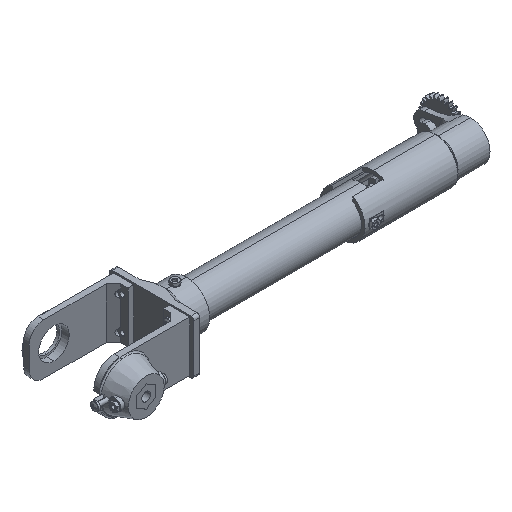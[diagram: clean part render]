
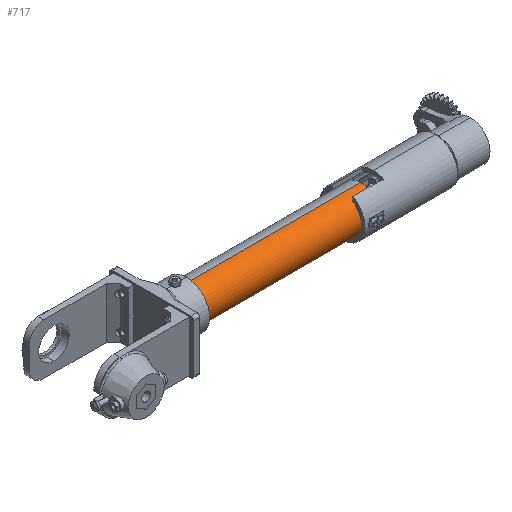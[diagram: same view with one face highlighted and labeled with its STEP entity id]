
A CAD part, isometric view. The second image highlights one B-rep face of the part: STEP entity #717.
In plain terms, the highlighted cylindrical face has radius 12.5 mm (diameter 25 mm), a partial arc.
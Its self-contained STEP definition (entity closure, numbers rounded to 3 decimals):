
#170 = CARTESIAN_POINT ( 'NONE',  ( 0., 190., 12.5 ) ) ;
#717 = ADVANCED_FACE ( '�����1', ( #4277 ), #22839, .T. ) ;
#776 = EDGE_LOOP ( 'NONE', ( #2559, #23004, #1916, #16049, #2662, #16328 ) ) ;
#970 = DIRECTION ( 'NONE',  ( 0., 0., -1. ) ) ;
#1714 = DIRECTION ( 'NONE',  ( 0., 0., 1. ) ) ;
#1916 = ORIENTED_EDGE ( 'NONE', *, *, #13919, .T. ) ;
#1917 = DIRECTION ( 'NONE',  ( 0., -1., 0. ) ) ;
#1949 = DIRECTION ( 'NONE',  ( 0., 1., 0. ) ) ;
#2422 = AXIS2_PLACEMENT_3D ( 'NONE', #21568, #10950, #14578 ) ;
#2559 = ORIENTED_EDGE ( 'NONE', *, *, #4750, .F. ) ;
#2662 = ORIENTED_EDGE ( 'NONE', *, *, #4261, .T. ) ;
#4261 = EDGE_CURVE ( 'NONE', #7895, #11743, #10317, .T. ) ;
#4277 = FACE_OUTER_BOUND ( 'NONE', #776, .T. ) ;
#4750 = EDGE_CURVE ( 'NONE', #11114, #22768, #17330, .T. ) ;
#4880 = CARTESIAN_POINT ( 'NONE',  ( 0., 0., 12.5 ) ) ;
#5087 = EDGE_CURVE ( 'NONE', #7895, #7658, #13937, .T. ) ;
#5575 = DIRECTION ( 'NONE',  ( 0., 0., 1. ) ) ;
#5791 = DIRECTION ( 'NONE',  ( 0., -1., 0. ) ) ;
#7471 = DIRECTION ( 'NONE',  ( 0., -1., 0. ) ) ;
#7616 = CIRCLE ( 'NONE', #2422, 12.5 ) ;
#7658 = VERTEX_POINT ( 'NONE', #14843 ) ;
#7895 = VERTEX_POINT ( 'NONE', #19328 ) ;
#7927 = AXIS2_PLACEMENT_3D ( 'NONE', #23331, #12544, #1714 ) ;
#8593 = VERTEX_POINT ( 'NONE', #10183 ) ;
#9005 = DIRECTION ( 'NONE',  ( 0., -1., 0. ) ) ;
#9473 = VECTOR ( 'NONE', #9005, 1000. ) ;
#10183 = CARTESIAN_POINT ( 'NONE',  ( -6., 190., -10.966 ) ) ;
#10317 = LINE ( 'NONE', #16346, #9473 ) ;
#10794 = LINE ( 'NONE', #14233, #11931 ) ;
#10916 = CARTESIAN_POINT ( 'NONE',  ( 0., 140., 0. ) ) ;
#10950 = DIRECTION ( 'NONE',  ( 0., 1., 0. ) ) ;
#11114 = VERTEX_POINT ( 'NONE', #170 ) ;
#11743 = VERTEX_POINT ( 'NONE', #17295 ) ;
#11892 = EDGE_CURVE ( '������3', #8593, #11114, #19050, .T. ) ;
#11931 = VECTOR ( 'NONE', #7471, 1000. ) ;
#12544 = DIRECTION ( 'NONE',  ( 0., 1., 0. ) ) ;
#13312 = CARTESIAN_POINT ( 'NONE',  ( 0., 190., 0. ) ) ;
#13919 = EDGE_CURVE ( 'NONE', #8593, #7658, #10794, .T. ) ;
#13937 = CIRCLE ( 'NONE', #18194, 12.5 ) ;
#14233 = CARTESIAN_POINT ( 'NONE',  ( -6., 190., -10.966 ) ) ;
#14578 = DIRECTION ( 'NONE',  ( 0., 0., 1. ) ) ;
#14843 = CARTESIAN_POINT ( 'NONE',  ( -6., 140., -10.966 ) ) ;
#16049 = ORIENTED_EDGE ( 'NONE', *, *, #5087, .F. ) ;
#16167 = EDGE_CURVE ( '������1', #11743, #22768, #7616, .T. ) ;
#16328 = ORIENTED_EDGE ( 'NONE', *, *, #16167, .T. ) ;
#16346 = CARTESIAN_POINT ( 'NONE',  ( 0., 190., -12.5 ) ) ;
#17295 = CARTESIAN_POINT ( 'NONE',  ( 0., 0., -12.5 ) ) ;
#17330 = LINE ( 'NONE', #23237, #20423 ) ;
#18194 = AXIS2_PLACEMENT_3D ( 'NONE', #10916, #1949, #5575 ) ;
#19050 = CIRCLE ( 'NONE', #7927, 12.5 ) ;
#19328 = CARTESIAN_POINT ( 'NONE',  ( 0., 140., -12.5 ) ) ;
#20423 = VECTOR ( 'NONE', #1917, 1000. ) ;
#20563 = AXIS2_PLACEMENT_3D ( 'NONE', #13312, #5791, #970 ) ;
#21568 = CARTESIAN_POINT ( 'NONE',  ( 0., 0., 0. ) ) ;
#22768 = VERTEX_POINT ( 'NONE', #4880 ) ;
#22839 = CYLINDRICAL_SURFACE ( 'NONE', #20563, 12.5 ) ;
#23004 = ORIENTED_EDGE ( 'NONE', *, *, #11892, .F. ) ;
#23237 = CARTESIAN_POINT ( 'NONE',  ( 0., 190., 12.5 ) ) ;
#23331 = CARTESIAN_POINT ( 'NONE',  ( 0., 190., 0. ) ) ;
